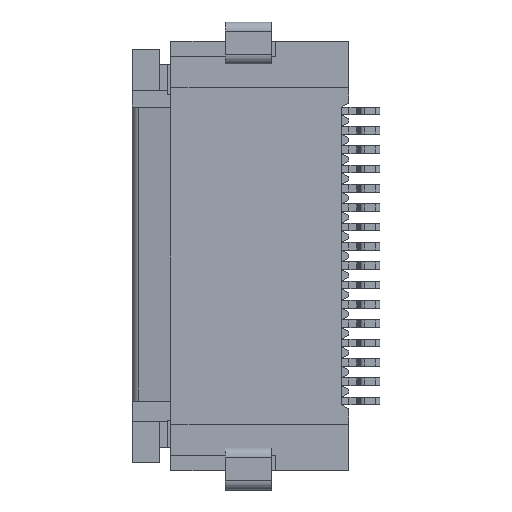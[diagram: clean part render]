
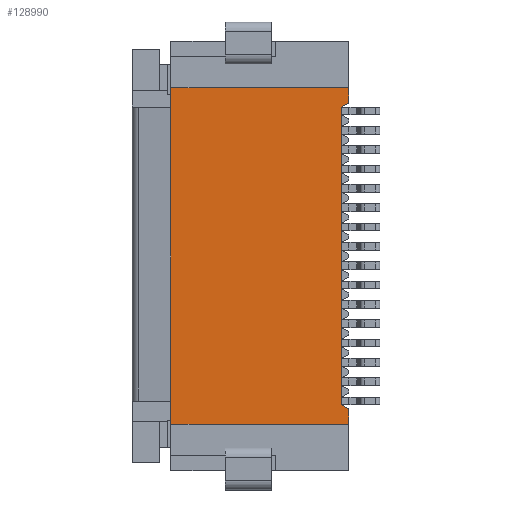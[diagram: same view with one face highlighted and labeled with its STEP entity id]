
A CAD part, left-side view. The second image highlights one B-rep face of the part: STEP entity #128990.
In plain terms, the highlighted planar face has unit normal (-1, 0, 0).
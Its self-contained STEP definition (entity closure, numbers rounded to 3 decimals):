
#9660=CARTESIAN_POINT('',(-2.015,-3.591,13.658));
#9670=VERTEX_POINT('',#9660);
#9700=CARTESIAN_POINT('',(-2.015,-3.591,15.105));
#9710=DIRECTION('',(0.,0.,-1.));
#9720=VECTOR('',#9710,1.);
#9730=LINE('',#9700,#9720);
#9740=CARTESIAN_POINT('',(-2.015,-3.591,14.058));
#9750=VERTEX_POINT('',#9740);
#9760=EDGE_CURVE('',#9750,#9670,#9730,.T.);
#18690=CARTESIAN_POINT('',(-2.015,1.009,14.058));
#18700=DIRECTION('',(0.,-1.,0.));
#18710=VECTOR('',#18700,1.);
#18720=LINE('',#18690,#18710);
#18730=CARTESIAN_POINT('',(-2.015,1.009,14.058));
#18740=VERTEX_POINT('',#18730);
#18750=EDGE_CURVE('',#18740,#9750,#18720,.T.);
#19390=CARTESIAN_POINT('',(-2.015,-3.396,13.558))
;
#19400=VERTEX_POINT('',#19390);
#19430=CARTESIAN_POINT('',(-2.015,0.,11.817));
#19440=DIRECTION('',(0.,0.89,-0.456));
#19450=VECTOR('',#19440,1.);
#19460=LINE('',#19430,#19450);
#19470=EDGE_CURVE('',#9670,#19400,#19460,.T.);
#28120=CARTESIAN_POINT('',(-2.015,-3.391,13.558))
;
#28130=VERTEX_POINT('',#28120);
#28160=CARTESIAN_POINT('',(-2.015,1.009,13.558));
#28170=DIRECTION('',(0.,-1.,0.));
#28180=VECTOR('',#28170,1.);
#28190=LINE('',#28160,#28180);
#28200=EDGE_CURVE('',#28130,#19400,#28190,.T.);
#71000=CARTESIAN_POINT('',(-2.015,-3.391,5.86));
#71010=VERTEX_POINT('',#71000);
#71040=CARTESIAN_POINT('',(-2.015,-3.391,26.055));
#71050=DIRECTION('',(0.,0.,-1.));
#71060=VECTOR('',#71050,1.);
#71070=LINE('',#71040,#71060);
#71080=EDGE_CURVE('',#28130,#71010,#71070,.T.);
#127540=CARTESIAN_POINT('',(-2.015,1.009,19.825));
#127550=DIRECTION('',(0.,0.,1.));
#127560=VECTOR('',#127550,1.);
#127570=LINE('',#127540,#127560);
#127580=CARTESIAN_POINT('',(-2.015,1.009,5.358));
#127590=VERTEX_POINT('',#127580);
#127600=EDGE_CURVE('',#127590,#18740,#127570,.T.);
#128640=CARTESIAN_POINT('',(-2.015,-3.341,32.055))
;
#128650=DIRECTION('',(-1.,0.,0.));
#128660=DIRECTION('',(0.,-1.,0.));
#128670=AXIS2_PLACEMENT_3D('',#128640,#128650,#128660);
#128680=PLANE('',#128670);
#128690=ORIENTED_EDGE('',*,*,#71080,.F.);
#128700=CARTESIAN_POINT('',(-2.015,0.,7.598));
#128710=DIRECTION('',(0.,-0.89,-0.456));
#128720=VECTOR('',#128710,1.);
#128730=LINE('',#128700,#128720);
#128740=CARTESIAN_POINT('',(-2.015,-3.591,5.758))
;
#128750=VERTEX_POINT('',#128740);
#128760=EDGE_CURVE('',#71010,#128750,#128730,.T.);
#128770=ORIENTED_EDGE('',*,*,#128760,.F.);
#128780=CARTESIAN_POINT('',(-2.015,-3.591,4.31));
#128790=DIRECTION('',(0.,0.,1.));
#128800=VECTOR('',#128790,1.);
#128810=LINE('',#128780,#128800);
#128820=CARTESIAN_POINT('',(-2.015,-3.591,5.358))
;
#128830=VERTEX_POINT('',#128820);
#128840=EDGE_CURVE('',#128830,#128750,#128810,.T.);
#128850=ORIENTED_EDGE('',*,*,#128840,.T.);
#128860=CARTESIAN_POINT('',(-2.015,1.009,5.358));
#128870=DIRECTION('',(0.,-1.,0.));
#128880=VECTOR('',#128870,1.);
#128890=LINE('',#128860,#128880);
#128900=EDGE_CURVE('',#127590,#128830,#128890,.T.);
#128910=ORIENTED_EDGE('',*,*,#128900,.T.);
#128920=ORIENTED_EDGE('',*,*,#127600,.F.);
#128930=ORIENTED_EDGE('',*,*,#18750,.F.);
#128940=ORIENTED_EDGE('',*,*,#9760,.F.);
#128950=ORIENTED_EDGE('',*,*,#19470,.F.);
#128960=ORIENTED_EDGE('',*,*,#28200,.T.);
#128970=EDGE_LOOP('',(#128960,#128950,#128940,#128930,#128920,#128910,
#128850,#128770,#128690));
#128980=FACE_OUTER_BOUND('',#128970,.T.);
#128990=ADVANCED_FACE('',(#128980),#128680,.T.);
